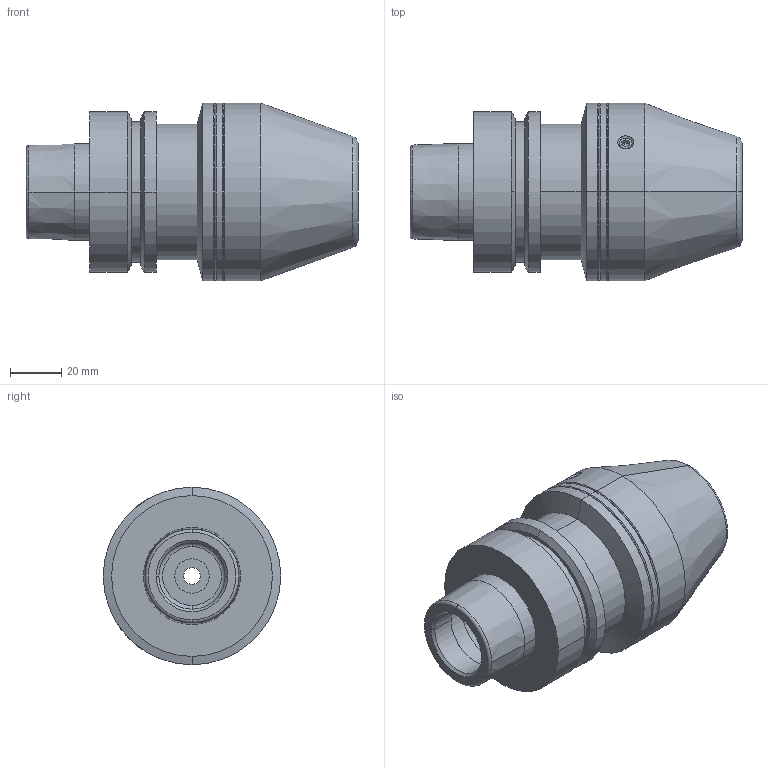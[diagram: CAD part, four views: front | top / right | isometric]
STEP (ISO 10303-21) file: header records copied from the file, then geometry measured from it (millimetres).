
FILE_DESCRIPTION(('HOOPS Exchange Step'),'2;1');
FILE_NAME('export-3A688D88-2F72-4557-855F-695ED3261DDE.stp','2024-08-16T11:41:52+02:00',('Engineering'),('Alibre'),'HOOPS Exchange 2023.0','Alibre','Unknown authorisation');
FILE_SCHEMA( ('AP242_MANAGED_MODEL_BASED_3D_ENGINEERING_MIM_LF {1 0 10303 442 1 1 4 }') );
Length unit declared in the file: millimetre
Products named in the file (1): 6940 HYDRO-GRIP COMPACT 32 - HSK63F
Bounding box: 130 x 69.5 x 69.5 mm (x, y, z)
Volume: 251877.9 mm3; surface area: 46720.4 mm2
Topology: 1 solids, 3 shells, 195 faces, 475 edges, 282 vertices
Faces by surface type: cylinder 66, cone 59, torus 34, plane 31, bspline 5
Entity records: 8255 total; most frequent: CARTESIAN_POINT 3714, DIRECTION 999, ORIENTED_EDGE 908, EDGE_CURVE 454, AXIS2_PLACEMENT_3D 420, VERTEX_POINT 282, CIRCLE 228, EDGE_LOOP 218
